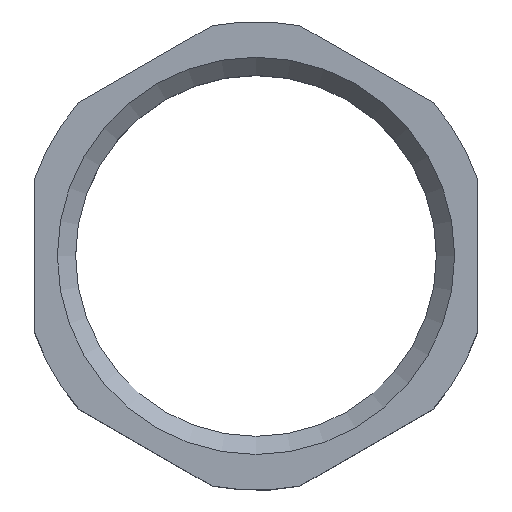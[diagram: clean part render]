
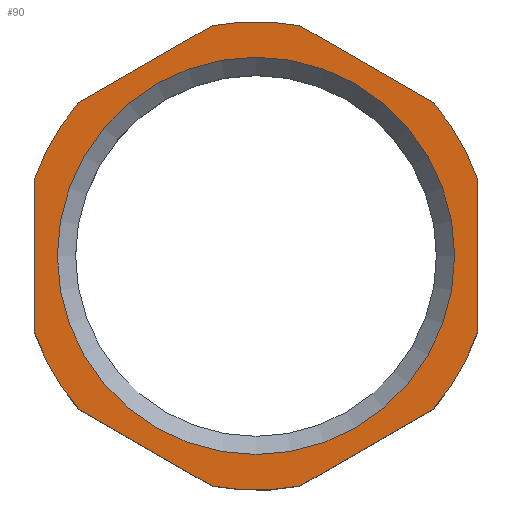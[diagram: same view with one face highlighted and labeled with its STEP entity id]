
A CAD part, top view. The second image highlights one B-rep face of the part: STEP entity #90.
In plain terms, the highlighted planar face has unit normal (0, 0, 1).
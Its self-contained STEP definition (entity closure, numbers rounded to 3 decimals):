
#90=ADVANCED_FACE('',(#228,#229),#112,.T.);
#112=PLANE('',#658);
#168=LINE('',#1001,#216);
#169=LINE('',#1002,#217);
#170=LINE('',#1003,#218);
#171=LINE('',#1004,#219);
#172=LINE('',#1005,#220);
#173=LINE('',#1006,#221);
#216=VECTOR('',#811,1.);
#217=VECTOR('',#812,1.);
#218=VECTOR('',#813,1.);
#219=VECTOR('',#814,1.);
#220=VECTOR('',#815,1.);
#221=VECTOR('',#816,1.);
#228=FACE_BOUND('',#260,.T.);
#229=FACE_BOUND('',#261,.T.);
#260=EDGE_LOOP('',(#373));
#261=EDGE_LOOP('',(#374,#375,#376,#377,#378,#379,#380,#381,#382,#383,#384,
#385));
#373=ORIENTED_EDGE('',*,*,#571,.T.);
#374=ORIENTED_EDGE('',*,*,#554,.F.);
#375=ORIENTED_EDGE('',*,*,#572,.T.);
#376=ORIENTED_EDGE('',*,*,#556,.F.);
#377=ORIENTED_EDGE('',*,*,#573,.T.);
#378=ORIENTED_EDGE('',*,*,#569,.F.);
#379=ORIENTED_EDGE('',*,*,#574,.T.);
#380=ORIENTED_EDGE('',*,*,#566,.F.);
#381=ORIENTED_EDGE('',*,*,#575,.T.);
#382=ORIENTED_EDGE('',*,*,#563,.F.);
#383=ORIENTED_EDGE('',*,*,#576,.T.);
#384=ORIENTED_EDGE('',*,*,#560,.F.);
#385=ORIENTED_EDGE('',*,*,#577,.T.);
#485=VERTEX_POINT('',#964);
#486=VERTEX_POINT('',#966);
#487=VERTEX_POINT('',#970);
#488=VERTEX_POINT('',#971);
#489=VERTEX_POINT('',#976);
#490=VERTEX_POINT('',#978);
#491=VERTEX_POINT('',#982);
#492=VERTEX_POINT('',#984);
#493=VERTEX_POINT('',#988);
#494=VERTEX_POINT('',#990);
#495=VERTEX_POINT('',#994);
#496=VERTEX_POINT('',#996);
#497=VERTEX_POINT('',#1000);
#554=EDGE_CURVE('',#485,#486,#603,.T.);
#556=EDGE_CURVE('',#487,#488,#604,.T.);
#560=EDGE_CURVE('',#489,#490,#605,.T.);
#563=EDGE_CURVE('',#491,#492,#606,.T.);
#566=EDGE_CURVE('',#493,#494,#607,.T.);
#569=EDGE_CURVE('',#495,#496,#608,.T.);
#571=EDGE_CURVE('',#497,#497,#609,.T.);
#572=EDGE_CURVE('',#485,#488,#168,.T.);
#573=EDGE_CURVE('',#487,#496,#169,.T.);
#574=EDGE_CURVE('',#495,#494,#170,.T.);
#575=EDGE_CURVE('',#493,#492,#171,.T.);
#576=EDGE_CURVE('',#491,#490,#172,.T.);
#577=EDGE_CURVE('',#489,#486,#173,.T.);
#603=CIRCLE('',#645,9.);
#604=CIRCLE('',#647,9.);
#605=CIRCLE('',#649,9.);
#606=CIRCLE('',#651,9.);
#607=CIRCLE('',#653,9.);
#608=CIRCLE('',#655,9.);
#609=CIRCLE('',#657,7.63);
#645=AXIS2_PLACEMENT_3D('',#965,#774,#775);
#647=AXIS2_PLACEMENT_3D('',#969,#779,#780);
#649=AXIS2_PLACEMENT_3D('',#977,#786,#787);
#651=AXIS2_PLACEMENT_3D('',#983,#792,#793);
#653=AXIS2_PLACEMENT_3D('',#989,#798,#799);
#655=AXIS2_PLACEMENT_3D('',#995,#804,#805);
#657=AXIS2_PLACEMENT_3D('',#999,#809,#810);
#658=AXIS2_PLACEMENT_3D('',#1007,#817,#818);
#774=DIRECTION('',(0.,0.,-1.));
#775=DIRECTION('',(0.,-1.,0.));
#779=DIRECTION('',(0.,0.,-1.));
#780=DIRECTION('',(0.,-1.,0.));
#786=DIRECTION('',(0.,0.,-1.));
#787=DIRECTION('',(0.,-1.,0.));
#792=DIRECTION('',(0.,0.,-1.));
#793=DIRECTION('',(0.,-1.,0.));
#798=DIRECTION('',(0.,0.,-1.));
#799=DIRECTION('',(0.,-1.,0.));
#804=DIRECTION('',(0.,0.,-1.));
#805=DIRECTION('',(0.,-1.,0.));
#809=DIRECTION('',(0.,0.,-1.));
#810=DIRECTION('',(0.,-1.,0.));
#811=DIRECTION('',(-0.866,-0.5,0.));
#812=DIRECTION('',(0.,-1.,0.));
#813=DIRECTION('',(0.866,-0.5,0.));
#814=DIRECTION('',(0.866,0.5,0.));
#815=DIRECTION('',(0.,1.,0.));
#816=DIRECTION('',(-0.866,0.5,0.));
#817=DIRECTION('',(0.,0.,1.));
#818=DIRECTION('',(0.,1.,0.));
#964=CARTESIAN_POINT('',(-1.688,8.84,6.));
#965=CARTESIAN_POINT('',(0.,0.,6.));
#966=CARTESIAN_POINT('',(1.688,8.84,6.));
#969=CARTESIAN_POINT('',(0.,0.,6.));
#970=CARTESIAN_POINT('',(-8.5,2.958,6.));
#971=CARTESIAN_POINT('',(-6.812,5.882,6.));
#976=CARTESIAN_POINT('',(6.812,5.882,6.));
#977=CARTESIAN_POINT('',(0.,0.,6.));
#978=CARTESIAN_POINT('',(8.5,2.958,6.));
#982=CARTESIAN_POINT('',(8.5,-2.958,6.));
#983=CARTESIAN_POINT('',(0.,0.,6.));
#984=CARTESIAN_POINT('',(6.812,-5.882,6.));
#988=CARTESIAN_POINT('',(1.688,-8.84,6.));
#989=CARTESIAN_POINT('',(0.,0.,6.));
#990=CARTESIAN_POINT('',(-1.688,-8.84,6.));
#994=CARTESIAN_POINT('',(-6.812,-5.882,6.));
#995=CARTESIAN_POINT('',(0.,0.,6.));
#996=CARTESIAN_POINT('',(-8.5,-2.958,6.));
#999=CARTESIAN_POINT('',(0.,0.,6.));
#1000=CARTESIAN_POINT('',(0.,-7.63,6.));
#1001=CARTESIAN_POINT('',(-11.,3.464,6.));
#1002=CARTESIAN_POINT('',(-8.5,0.,6.));
#1003=CARTESIAN_POINT('',(-11.,-3.464,6.));
#1004=CARTESIAN_POINT('',(-2.5,-11.258,6.));
#1005=CARTESIAN_POINT('',(8.5,0.,6.));
#1006=CARTESIAN_POINT('',(-2.5,11.258,6.));
#1007=CARTESIAN_POINT('',(-9.,0.,6.));
